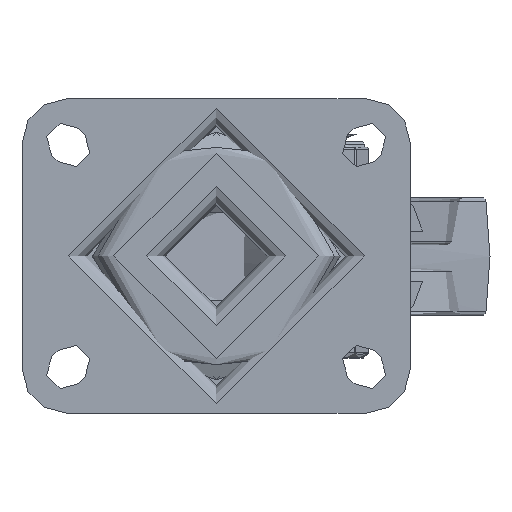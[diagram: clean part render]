
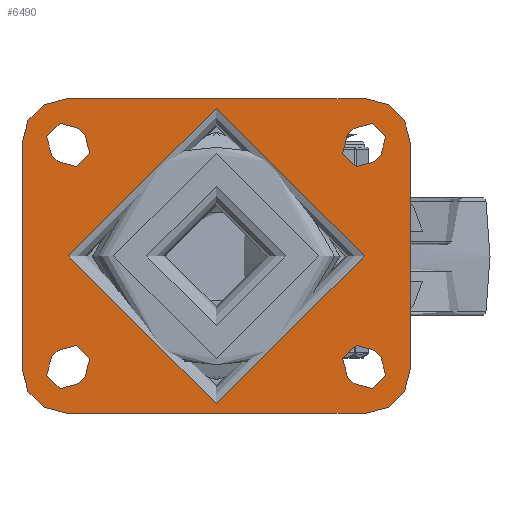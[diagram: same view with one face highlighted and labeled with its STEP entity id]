
A CAD part, top view. The second image highlights one B-rep face of the part: STEP entity #6490.
In plain terms, the highlighted planar face has unit normal (0, 0, 1).
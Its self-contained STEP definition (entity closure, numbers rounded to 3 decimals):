
#518=FACE_BOUND('',#2213,.T.);
#519=FACE_BOUND('',#2214,.T.);
#520=FACE_BOUND('',#2215,.T.);
#521=FACE_BOUND('',#2216,.T.);
#522=FACE_BOUND('',#2217,.T.);
#585=PLANE('',#7076);
#778=LINE('',#9905,#1225);
#779=LINE('',#9906,#1226);
#780=LINE('',#9907,#1227);
#781=LINE('',#9908,#1228);
#782=LINE('',#9909,#1229);
#783=LINE('',#9910,#1230);
#784=LINE('',#9911,#1231);
#785=LINE('',#9912,#1232);
#786=LINE('',#9913,#1233);
#787=LINE('',#9914,#1234);
#788=LINE('',#9915,#1235);
#789=LINE('',#9916,#1236);
#1225=VECTOR('',#7954,1000.);
#1226=VECTOR('',#7955,1000.);
#1227=VECTOR('',#7956,1000.);
#1228=VECTOR('',#7957,1000.);
#1229=VECTOR('',#7958,1000.);
#1230=VECTOR('',#7959,1000.);
#1231=VECTOR('',#7960,1000.);
#1232=VECTOR('',#7961,1000.);
#1233=VECTOR('',#7962,1000.);
#1234=VECTOR('',#7963,1000.);
#1235=VECTOR('',#7964,1000.);
#1236=VECTOR('',#7965,1000.);
#1812=FACE_OUTER_BOUND('',#2212,.T.);
#2212=EDGE_LOOP('',(#4639,#4640,#4641,#4642,#4643,#4644,#4645,#4646));
#2213=EDGE_LOOP('',(#4647));
#2214=EDGE_LOOP('',(#4648,#4649,#4650,#4651));
#2215=EDGE_LOOP('',(#4652,#4653,#4654,#4655));
#2216=EDGE_LOOP('',(#4656,#4657,#4658,#4659));
#2217=EDGE_LOOP('',(#4660,#4661,#4662,#4663));
#2646=CIRCLE('',#7000,5.125);
#2647=CIRCLE('',#7002,5.125);
#2650=CIRCLE('',#7006,5.125);
#2651=CIRCLE('',#7008,5.125);
#2653=CIRCLE('',#7011,5.125);
#2656=CIRCLE('',#7015,5.125);
#2657=CIRCLE('',#7017,5.125);
#2660=CIRCLE('',#7021,5.125);
#2661=CIRCLE('',#7023,12.);
#2663=CIRCLE('',#7026,12.);
#2665=CIRCLE('',#7029,12.);
#2667=CIRCLE('',#7032,12.);
#2670=CIRCLE('',#7037,40.);
#2972=VERTEX_POINT('',#9734);
#2973=VERTEX_POINT('',#9736);
#2974=VERTEX_POINT('',#9740);
#2975=VERTEX_POINT('',#9741);
#2980=VERTEX_POINT('',#9752);
#2981=VERTEX_POINT('',#9754);
#2982=VERTEX_POINT('',#9758);
#2983=VERTEX_POINT('',#9759);
#2986=VERTEX_POINT('',#9767);
#2987=VERTEX_POINT('',#9768);
#2992=VERTEX_POINT('',#9779);
#2993=VERTEX_POINT('',#9781);
#2994=VERTEX_POINT('',#9785);
#2995=VERTEX_POINT('',#9786);
#3000=VERTEX_POINT('',#9797);
#3001=VERTEX_POINT('',#9799);
#3002=VERTEX_POINT('',#9803);
#3003=VERTEX_POINT('',#9804);
#3006=VERTEX_POINT('',#9812);
#3007=VERTEX_POINT('',#9813);
#3010=VERTEX_POINT('',#9821);
#3011=VERTEX_POINT('',#9822);
#3014=VERTEX_POINT('',#9830);
#3015=VERTEX_POINT('',#9831);
#3019=VERTEX_POINT('',#9843);
#3577=EDGE_CURVE('',#2973,#2972,#2646,.T.);
#3579=EDGE_CURVE('',#2974,#2975,#2647,.T.);
#3585=EDGE_CURVE('',#2981,#2980,#2650,.T.);
#3587=EDGE_CURVE('',#2982,#2983,#2651,.T.);
#3591=EDGE_CURVE('',#2986,#2987,#2653,.T.);
#3597=EDGE_CURVE('',#2993,#2992,#2656,.T.);
#3599=EDGE_CURVE('',#2994,#2995,#2657,.T.);
#3605=EDGE_CURVE('',#3001,#3000,#2660,.T.);
#3607=EDGE_CURVE('',#3002,#3003,#2661,.T.);
#3611=EDGE_CURVE('',#3006,#3007,#2663,.T.);
#3615=EDGE_CURVE('',#3010,#3011,#2665,.T.);
#3619=EDGE_CURVE('',#3014,#3015,#2667,.T.);
#3625=EDGE_CURVE('',#3019,#3019,#2670,.T.);
#3654=EDGE_CURVE('',#3011,#3014,#778,.T.);
#3655=EDGE_CURVE('',#3007,#3010,#779,.T.);
#3656=EDGE_CURVE('',#3003,#3006,#780,.T.);
#3657=EDGE_CURVE('',#3015,#3002,#781,.T.);
#3658=EDGE_CURVE('',#2995,#3001,#782,.T.);
#3659=EDGE_CURVE('',#3000,#2994,#783,.T.);
#3660=EDGE_CURVE('',#2987,#2993,#784,.T.);
#3661=EDGE_CURVE('',#2992,#2986,#785,.T.);
#3662=EDGE_CURVE('',#2980,#2982,#786,.T.);
#3663=EDGE_CURVE('',#2983,#2981,#787,.T.);
#3664=EDGE_CURVE('',#2972,#2974,#788,.T.);
#3665=EDGE_CURVE('',#2975,#2973,#789,.T.);
#4639=ORIENTED_EDGE('',*,*,#3619,.F.);
#4640=ORIENTED_EDGE('',*,*,#3654,.F.);
#4641=ORIENTED_EDGE('',*,*,#3615,.F.);
#4642=ORIENTED_EDGE('',*,*,#3655,.F.);
#4643=ORIENTED_EDGE('',*,*,#3611,.F.);
#4644=ORIENTED_EDGE('',*,*,#3656,.F.);
#4645=ORIENTED_EDGE('',*,*,#3607,.F.);
#4646=ORIENTED_EDGE('',*,*,#3657,.F.);
#4647=ORIENTED_EDGE('',*,*,#3625,.F.);
#4648=ORIENTED_EDGE('',*,*,#3658,.T.);
#4649=ORIENTED_EDGE('',*,*,#3605,.T.);
#4650=ORIENTED_EDGE('',*,*,#3659,.T.);
#4651=ORIENTED_EDGE('',*,*,#3599,.T.);
#4652=ORIENTED_EDGE('',*,*,#3660,.T.);
#4653=ORIENTED_EDGE('',*,*,#3597,.T.);
#4654=ORIENTED_EDGE('',*,*,#3661,.T.);
#4655=ORIENTED_EDGE('',*,*,#3591,.T.);
#4656=ORIENTED_EDGE('',*,*,#3662,.T.);
#4657=ORIENTED_EDGE('',*,*,#3587,.T.);
#4658=ORIENTED_EDGE('',*,*,#3663,.T.);
#4659=ORIENTED_EDGE('',*,*,#3585,.T.);
#4660=ORIENTED_EDGE('',*,*,#3664,.T.);
#4661=ORIENTED_EDGE('',*,*,#3579,.T.);
#4662=ORIENTED_EDGE('',*,*,#3665,.T.);
#4663=ORIENTED_EDGE('',*,*,#3577,.T.);
#6490=ADVANCED_FACE('',(#1812,#518,#519,#520,#521,#522),#585,.T.);
#7000=AXIS2_PLACEMENT_3D('',#9737,#7772,#7773);
#7002=AXIS2_PLACEMENT_3D('',#9742,#7777,#7778);
#7006=AXIS2_PLACEMENT_3D('',#9755,#7788,#7789);
#7008=AXIS2_PLACEMENT_3D('',#9760,#7793,#7794);
#7011=AXIS2_PLACEMENT_3D('',#9769,#7801,#7802);
#7015=AXIS2_PLACEMENT_3D('',#9782,#7812,#7813);
#7017=AXIS2_PLACEMENT_3D('',#9787,#7817,#7818);
#7021=AXIS2_PLACEMENT_3D('',#9800,#7828,#7829);
#7023=AXIS2_PLACEMENT_3D('',#9805,#7833,#7834);
#7026=AXIS2_PLACEMENT_3D('',#9814,#7841,#7842);
#7029=AXIS2_PLACEMENT_3D('',#9823,#7849,#7850);
#7032=AXIS2_PLACEMENT_3D('',#9832,#7857,#7858);
#7037=AXIS2_PLACEMENT_3D('',#9844,#7870,#7871);
#7076=AXIS2_PLACEMENT_3D('',#9904,#7952,#7953);
#7772=DIRECTION('center_axis',(0.,0.,-1.));
#7773=DIRECTION('ref_axis',(-1.,0.,0.));
#7777=DIRECTION('center_axis',(0.,0.,-1.));
#7778=DIRECTION('ref_axis',(-1.,0.,0.));
#7788=DIRECTION('center_axis',(0.,0.,-1.));
#7789=DIRECTION('ref_axis',(-1.,0.,0.));
#7793=DIRECTION('center_axis',(0.,0.,-1.));
#7794=DIRECTION('ref_axis',(-1.,0.,0.));
#7801=DIRECTION('center_axis',(0.,0.,-1.));
#7802=DIRECTION('ref_axis',(1.,0.,0.));
#7812=DIRECTION('center_axis',(0.,0.,-1.));
#7813=DIRECTION('ref_axis',(1.,0.,0.));
#7817=DIRECTION('center_axis',(0.,0.,-1.));
#7818=DIRECTION('ref_axis',(1.,0.,0.));
#7828=DIRECTION('center_axis',(0.,0.,-1.));
#7829=DIRECTION('ref_axis',(1.,0.,0.));
#7833=DIRECTION('center_axis',(0.,0.,-1.));
#7834=DIRECTION('ref_axis',(-0.707,0.707,0.));
#7841=DIRECTION('center_axis',(0.,0.,-1.));
#7842=DIRECTION('ref_axis',(0.707,0.707,0.));
#7849=DIRECTION('center_axis',(0.,0.,-1.));
#7850=DIRECTION('ref_axis',(0.707,-0.707,0.));
#7857=DIRECTION('center_axis',(0.,0.,-1.));
#7858=DIRECTION('ref_axis',(-0.707,-0.707,0.));
#7870=DIRECTION('center_axis',(0.,0.,1.));
#7871=DIRECTION('ref_axis',(1.,0.,0.));
#7952=DIRECTION('center_axis',(0.,0.,1.));
#7953=DIRECTION('ref_axis',(1.,0.,0.));
#7954=DIRECTION('',(-1.,0.,0.));
#7955=DIRECTION('',(0.,-1.,0.));
#7956=DIRECTION('',(1.,0.,0.));
#7957=DIRECTION('',(0.,1.,0.));
#7958=DIRECTION('',(-0.707,0.707,0.));
#7959=DIRECTION('',(0.707,-0.707,0.));
#7960=DIRECTION('',(-0.707,-0.707,0.));
#7961=DIRECTION('',(0.707,0.707,0.));
#7962=DIRECTION('',(-0.707,-0.707,0.));
#7963=DIRECTION('',(0.707,0.707,0.));
#7964=DIRECTION('',(-0.707,0.707,0.));
#7965=DIRECTION('',(0.707,-0.707,0.));
#9734=CARTESIAN_POINT('',(37.26,-34.508,0.));
#9736=CARTESIAN_POINT('',(44.508,-27.26,0.));
#9737=CARTESIAN_POINT('Origin',(40.884,-30.884,0.));
#9740=CARTESIAN_POINT('',(35.492,-32.74,0.));
#9741=CARTESIAN_POINT('',(42.74,-25.492,0.));
#9742=CARTESIAN_POINT('Origin',(39.116,-29.116,0.));
#9752=CARTESIAN_POINT('',(44.508,27.26,0.));
#9754=CARTESIAN_POINT('',(37.26,34.508,0.));
#9755=CARTESIAN_POINT('Origin',(40.884,30.884,0.));
#9758=CARTESIAN_POINT('',(42.74,25.492,0.));
#9759=CARTESIAN_POINT('',(35.492,32.74,0.));
#9760=CARTESIAN_POINT('Origin',(39.116,29.116,0.));
#9767=CARTESIAN_POINT('',(-42.74,-25.492,0.));
#9768=CARTESIAN_POINT('',(-35.492,-32.74,0.));
#9769=CARTESIAN_POINT('Origin',(-39.116,-29.116,0.));
#9779=CARTESIAN_POINT('',(-44.508,-27.26,0.));
#9781=CARTESIAN_POINT('',(-37.26,-34.508,0.));
#9782=CARTESIAN_POINT('Origin',(-40.884,-30.884,0.));
#9785=CARTESIAN_POINT('',(-35.492,32.74,0.));
#9786=CARTESIAN_POINT('',(-42.74,25.492,0.));
#9787=CARTESIAN_POINT('Origin',(-39.116,29.116,0.));
#9797=CARTESIAN_POINT('',(-37.26,34.508,0.));
#9799=CARTESIAN_POINT('',(-44.508,27.26,0.));
#9800=CARTESIAN_POINT('Origin',(-40.884,30.884,0.));
#9803=CARTESIAN_POINT('',(-52.5,30.5,0.));
#9804=CARTESIAN_POINT('',(-40.5,42.5,0.));
#9805=CARTESIAN_POINT('Origin',(-40.5,30.5,0.));
#9812=CARTESIAN_POINT('',(40.5,42.5,0.));
#9813=CARTESIAN_POINT('',(52.5,30.5,0.));
#9814=CARTESIAN_POINT('Origin',(40.5,30.5,0.));
#9821=CARTESIAN_POINT('',(52.5,-30.5,0.));
#9822=CARTESIAN_POINT('',(40.5,-42.5,0.));
#9823=CARTESIAN_POINT('Origin',(40.5,-30.5,0.));
#9830=CARTESIAN_POINT('',(-40.5,-42.5,0.));
#9831=CARTESIAN_POINT('',(-52.5,-30.5,0.));
#9832=CARTESIAN_POINT('Origin',(-40.5,-30.5,0.));
#9843=CARTESIAN_POINT('',(40.,0.,0.));
#9844=CARTESIAN_POINT('Origin',(0.,0.,0.));
#9904=CARTESIAN_POINT('Origin',(0.,0.,0.));
#9905=CARTESIAN_POINT('',(52.5,-42.5,0.));
#9906=CARTESIAN_POINT('',(52.5,42.5,0.));
#9907=CARTESIAN_POINT('',(-52.5,42.5,0.));
#9908=CARTESIAN_POINT('',(-52.5,-42.5,0.));
#9909=CARTESIAN_POINT('',(-44.508,27.26,0.));
#9910=CARTESIAN_POINT('',(-37.26,34.508,0.));
#9911=CARTESIAN_POINT('',(-37.26,-34.508,0.));
#9912=CARTESIAN_POINT('',(-44.508,-27.26,0.));
#9913=CARTESIAN_POINT('',(44.508,27.26,0.));
#9914=CARTESIAN_POINT('',(37.26,34.508,0.));
#9915=CARTESIAN_POINT('',(37.26,-34.508,0.));
#9916=CARTESIAN_POINT('',(44.508,-27.26,0.));
